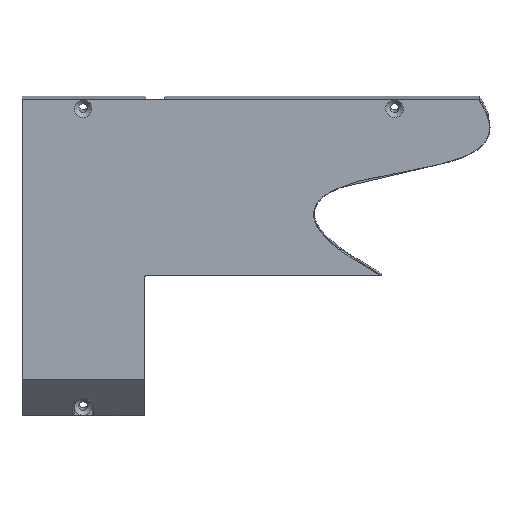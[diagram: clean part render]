
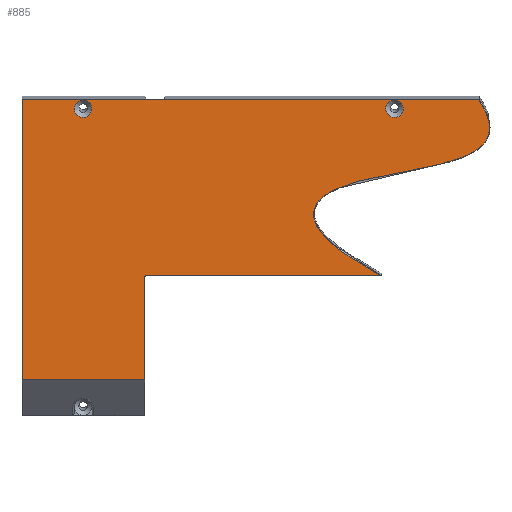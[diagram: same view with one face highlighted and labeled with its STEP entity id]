
A CAD part, front view. The second image highlights one B-rep face of the part: STEP entity #885.
In plain terms, the highlighted planar face has unit normal (0, -1, 0).
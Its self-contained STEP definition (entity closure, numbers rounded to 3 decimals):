
#49=FACE_BOUND('',#318,.T.);
#50=FACE_BOUND('',#319,.T.);
#55=ELLIPSE('',#947,0.503,0.5);
#61=LINE('',#1444,#150);
#62=LINE('',#1766,#151);
#65=LINE('',#1772,#154);
#66=LINE('',#1774,#155);
#67=LINE('',#1776,#156);
#150=VECTOR('',#1016,10.);
#151=VECTOR('',#1019,10.);
#154=VECTOR('',#1024,10.);
#155=VECTOR('',#1025,10.);
#156=VECTOR('',#1026,10.);
#237=PLANE('',#946);
#268=FACE_OUTER_BOUND('',#317,.T.);
#317=EDGE_LOOP('',(#632,#633,#634,#635,#636,#637,#638));
#318=EDGE_LOOP('',(#639));
#319=EDGE_LOOP('',(#640));
#369=B_SPLINE_CURVE_WITH_KNOTS('',3,(#1361,#1362,#1363,#1364,#1365,#1366,
#1367,#1368,#1369,#1370,#1371,#1372,#1373,#1374,#1375,#1376,#1377,#1378,
#1379,#1380,#1381,#1382,#1383,#1384,#1385,#1386,#1387,#1388,#1389,#1390,
#1391),.UNSPECIFIED.,.F.,.F.,(4,1,1,1,1,1,1,1,1,1,1,1,1,1,1,1,1,1,1,2,1,
1,1,1,1,1,1,4),(-16.289,-15.869,-15.449,-15.029,
-14.82,-14.61,-14.19,-13.77,
-13.56,-13.351,-12.931,-11.252,
-10.413,-9.573,-9.363,-9.153,
-8.734,-8.314,-8.104,-7.894,
-7.575,-7.256,-6.937,-6.619,
-6.3,-5.981,-5.343,-4.735),
 .UNSPECIFIED.);
#378=B_SPLINE_CURVE_WITH_KNOTS('',3,(#1779,#1780,#1781,#1782,#1783,#1784,
#1785,#1786,#1787,#1788),.UNSPECIFIED.,.T.,.F.,(4,1,1,1,1,1,1,4),(-3.142,
-2.244,-1.346,-0.449,0.449,
1.346,2.244,3.142),.UNSPECIFIED.);
#379=B_SPLINE_CURVE_WITH_KNOTS('',3,(#1790,#1791,#1792,#1793,#1794,#1795,
#1796,#1797,#1798,#1799,#1800,#1801),.UNSPECIFIED.,.T.,.F.,(4,1,1,1,1,1,
1,1,1,4),(-3.142,-2.693,-2.244,-1.346,
-0.449,0.449,1.346,2.244,
2.693,3.142),.UNSPECIFIED.);
#391=VERTEX_POINT('',#1353);
#392=VERTEX_POINT('',#1360);
#398=VERTEX_POINT('',#1442);
#403=VERTEX_POINT('',#1765);
#405=VERTEX_POINT('',#1771);
#406=VERTEX_POINT('',#1773);
#407=VERTEX_POINT('',#1775);
#408=VERTEX_POINT('',#1778);
#409=VERTEX_POINT('',#1789);
#477=EDGE_CURVE('',#391,#392,#369,.T.);
#485=EDGE_CURVE('',#398,#391,#61,.T.);
#491=EDGE_CURVE('',#403,#392,#62,.T.);
#494=EDGE_CURVE('',#398,#405,#65,.T.);
#495=EDGE_CURVE('',#405,#406,#66,.T.);
#496=EDGE_CURVE('',#406,#407,#67,.T.);
#497=EDGE_CURVE('',#403,#407,#55,.T.);
#498=EDGE_CURVE('',#408,#408,#378,.T.);
#499=EDGE_CURVE('',#409,#409,#379,.T.);
#632=ORIENTED_EDGE('',*,*,#477,.F.);
#633=ORIENTED_EDGE('',*,*,#485,.F.);
#634=ORIENTED_EDGE('',*,*,#494,.T.);
#635=ORIENTED_EDGE('',*,*,#495,.T.);
#636=ORIENTED_EDGE('',*,*,#496,.T.);
#637=ORIENTED_EDGE('',*,*,#497,.F.);
#638=ORIENTED_EDGE('',*,*,#491,.T.);
#639=ORIENTED_EDGE('',*,*,#498,.F.);
#640=ORIENTED_EDGE('',*,*,#499,.F.);
#885=ADVANCED_FACE('',(#268,#49,#50),#237,.T.);
#946=AXIS2_PLACEMENT_3D('',#1770,#1022,#1023);
#947=AXIS2_PLACEMENT_3D('',#1777,#1027,#1028);
#1016=DIRECTION('',(1.,0.,0.));
#1019=DIRECTION('',(1.,0.,0.));
#1022=DIRECTION('center_axis',(0.,-1.,0.));
#1023=DIRECTION('ref_axis',(0.,0.,
-1.));
#1024=DIRECTION('',(0.,0.,-1.));
#1025=DIRECTION('',(1.,0.,0.));
#1026=DIRECTION('',(0.,0.,1.));
#1027=DIRECTION('center_axis',(0.,-1.,0.));
#1028=DIRECTION('ref_axis',(0.,0.,1.));
#1353=CARTESIAN_POINT('',(28.816,-16.164,53.298));
#1360=CARTESIAN_POINT('',(-4.728,-16.164,-7.225));
#1361=CARTESIAN_POINT('Ctrl Pts',(28.816,-16.164,53.298));
#1362=CARTESIAN_POINT('Ctrl Pts',(29.484,-16.164,52.306));
#1363=CARTESIAN_POINT('Ctrl Pts',(30.749,-16.164,50.224));
#1364=CARTESIAN_POINT('Ctrl Pts',(32.157,-16.164,46.959));
#1365=CARTESIAN_POINT('Ctrl Pts',(32.683,-16.164,44.014));
#1366=CARTESIAN_POINT('Ctrl Pts',(32.426,-16.164,41.72));
#1367=CARTESIAN_POINT('Ctrl Pts',(31.688,-16.164,39.524));
#1368=CARTESIAN_POINT('Ctrl Pts',(29.89,-16.164,37.196));
#1369=CARTESIAN_POINT('Ctrl Pts',(27.451,-16.164,35.467));
#1370=CARTESIAN_POINT('Ctrl Pts',(25.332,-16.164,34.343));
#1371=CARTESIAN_POINT('Ctrl Pts',(22.961,-16.164,33.285));
#1372=CARTESIAN_POINT('Ctrl Pts',(15.675,-16.164,30.745));
#1373=CARTESIAN_POINT('Ctrl Pts',(3.786,-16.164,28.665));
#1374=CARTESIAN_POINT('Ctrl Pts',(-9.7,-16.164,26.023));
#1375=CARTESIAN_POINT('Ctrl Pts',(-16.538,-16.164,24.066));
#1376=CARTESIAN_POINT('Ctrl Pts',(-20.357,-16.164,22.434));
#1377=CARTESIAN_POINT('Ctrl Pts',(-22.792,-16.164,21.176));
#1378=CARTESIAN_POINT('Ctrl Pts',(-25.377,-16.164,19.376));
#1379=CARTESIAN_POINT('Ctrl Pts',(-27.301,-16.164,16.792));
#1380=CARTESIAN_POINT('Ctrl Pts',(-27.835,-16.164,14.285));
#1381=CARTESIAN_POINT('Ctrl Pts',(-27.742,-16.164,13.037));
#1382=CARTESIAN_POINT('Ctrl Pts',(-27.435,-16.164,11.475));
#1383=CARTESIAN_POINT('Ctrl Pts',(-26.717,-16.164,9.675));
#1384=CARTESIAN_POINT('Ctrl Pts',(-25.09,-16.164,7.319));
#1385=CARTESIAN_POINT('Ctrl Pts',(-23.048,-16.164,5.146));
#1386=CARTESIAN_POINT('Ctrl Pts',(-20.941,-16.164,3.292));
#1387=CARTESIAN_POINT('Ctrl Pts',(-18.585,-16.164,1.467));
#1388=CARTESIAN_POINT('Ctrl Pts',(-15.152,-16.164,-0.925));
#1389=CARTESIAN_POINT('Ctrl Pts',(-10.53,-16.164,-3.809));
#1390=CARTESIAN_POINT('Ctrl Pts',(-6.631,-16.164,-6.099));
#1391=CARTESIAN_POINT('Ctrl Pts',(-4.728,-16.164,-7.225));
#1442=CARTESIAN_POINT('',(-127.775,-16.164,53.298));
#1444=CARTESIAN_POINT('',(-127.775,-16.164,53.298));
#1765=CARTESIAN_POINT('',(-85.225,-16.164,-7.225));
#1766=CARTESIAN_POINT('',(-21.025,-16.164,-7.225));
#1770=CARTESIAN_POINT('Origin',(-127.775,-16.164,53.298));
#1771=CARTESIAN_POINT('',(-127.775,-16.164,-42.941));
#1772=CARTESIAN_POINT('',(-127.775,-16.164,53.298));
#1773=CARTESIAN_POINT('',(-85.725,-16.164,-42.941));
#1774=CARTESIAN_POINT('',(-127.775,-16.164,-42.941));
#1775=CARTESIAN_POINT('',(-85.725,-16.164,-7.728));
#1776=CARTESIAN_POINT('',(-85.725,-16.164,23.412));
#1777=CARTESIAN_POINT('Origin',(-85.225,-16.164,-7.728));
#1778=CARTESIAN_POINT('',(0.,-16.164,53.089));
#1779=CARTESIAN_POINT('Ctrl Pts',(0.,-16.164,
53.089));
#1780=CARTESIAN_POINT('Ctrl Pts',(-0.9,-16.164,
53.089));
#1781=CARTESIAN_POINT('Ctrl Pts',(-2.685,-16.164,52.22));
#1782=CARTESIAN_POINT('Ctrl Pts',(-3.351,-16.164,49.318));
#1783=CARTESIAN_POINT('Ctrl Pts',(-1.495,-16.164,46.981));
#1784=CARTESIAN_POINT('Ctrl Pts',(1.498,-16.164,46.975));
#1785=CARTESIAN_POINT('Ctrl Pts',(3.344,-16.164,49.32));
#1786=CARTESIAN_POINT('Ctrl Pts',(2.689,-16.164,52.22));
#1787=CARTESIAN_POINT('Ctrl Pts',(0.9,-16.164,53.089));
#1788=CARTESIAN_POINT('Ctrl Pts',(0.,-16.164,
53.089));
#1789=CARTESIAN_POINT('',(-106.825,-16.164,53.089));
#1790=CARTESIAN_POINT('Ctrl Pts',(-106.825,-16.164,53.089));
#1791=CARTESIAN_POINT('Ctrl Pts',(-107.275,-16.164,53.089));
#1792=CARTESIAN_POINT('Ctrl Pts',(-108.172,-16.164,52.881));
#1793=CARTESIAN_POINT('Ctrl Pts',(-109.621,-16.164,51.732));
#1794=CARTESIAN_POINT('Ctrl Pts',(-110.172,-16.164,49.322));
#1795=CARTESIAN_POINT('Ctrl Pts',(-108.322,-16.164,46.978));
#1796=CARTESIAN_POINT('Ctrl Pts',(-105.328,-16.164,46.978));
#1797=CARTESIAN_POINT('Ctrl Pts',(-103.479,-16.164,49.321));
#1798=CARTESIAN_POINT('Ctrl Pts',(-104.028,-16.164,51.732));
#1799=CARTESIAN_POINT('Ctrl Pts',(-105.478,-16.164,52.88));
#1800=CARTESIAN_POINT('Ctrl Pts',(-106.375,-16.164,53.089));
#1801=CARTESIAN_POINT('Ctrl Pts',(-106.825,-16.164,53.089));
